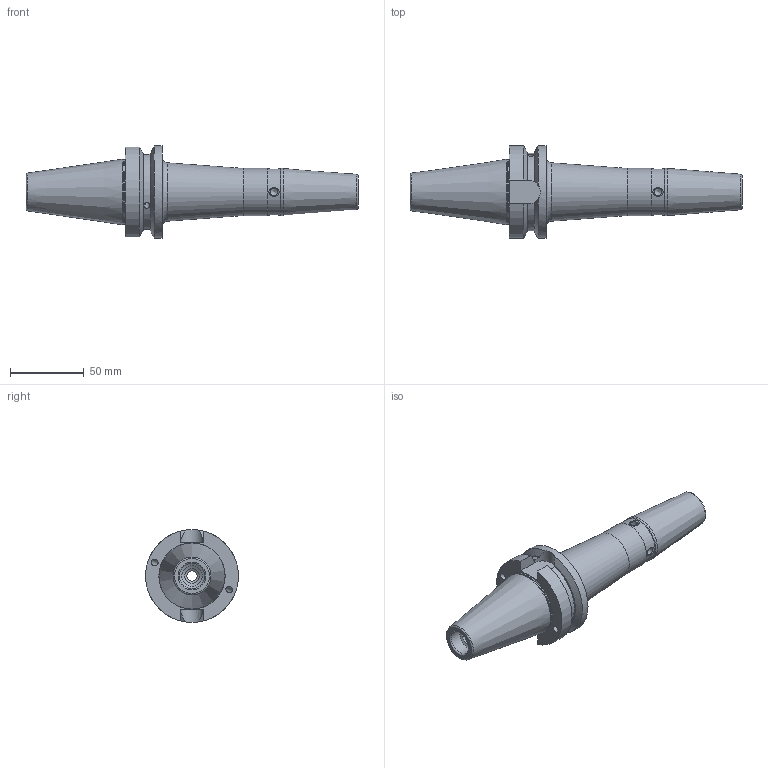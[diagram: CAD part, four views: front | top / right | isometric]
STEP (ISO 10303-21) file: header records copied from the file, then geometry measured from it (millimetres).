
FILE_DESCRIPTION((''),'2;1');
FILE_NAME('754021-63.stp','2014-03-24T15:30:51',('SCHUESSLER'),(''),'Autodesk Inventor 2012','Autodesk Inventor 2012','');
FILE_SCHEMA(('AUTOMOTIVE_DESIGN { 1 0 10303 214 1 1 1 1 }'));
Length unit declared in the file: millimetre
Products named in the file (1): 754021-63
Bounding box: 225.4 x 63 x 63 mm (x, y, z)
Volume: 214801.5 mm3; surface area: 40169.5 mm2
Topology: 1 solids, 1 shells, 74 faces, 189 edges, 118 vertices
Faces by surface type: cylinder 25, cone 21, plane 16, torus 12
Full cylindrical faces by diameter (mm): 4.2 x4, 4.917 x4, 7 x1, 10 x2, 10.3 x1, 14 x1, 17 x1, 31.4 x1, 32 x2, 44.25 x1, 63 x1
Entity records: 2282 total; most frequent: CARTESIAN_POINT 727, DIRECTION 314, ORIENTED_EDGE 262, AXIS2_PLACEMENT_3D 142, EDGE_LOOP 132, EDGE_CURVE 131, VERTEX_POINT 107, FACE_OUTER_BOUND 74
